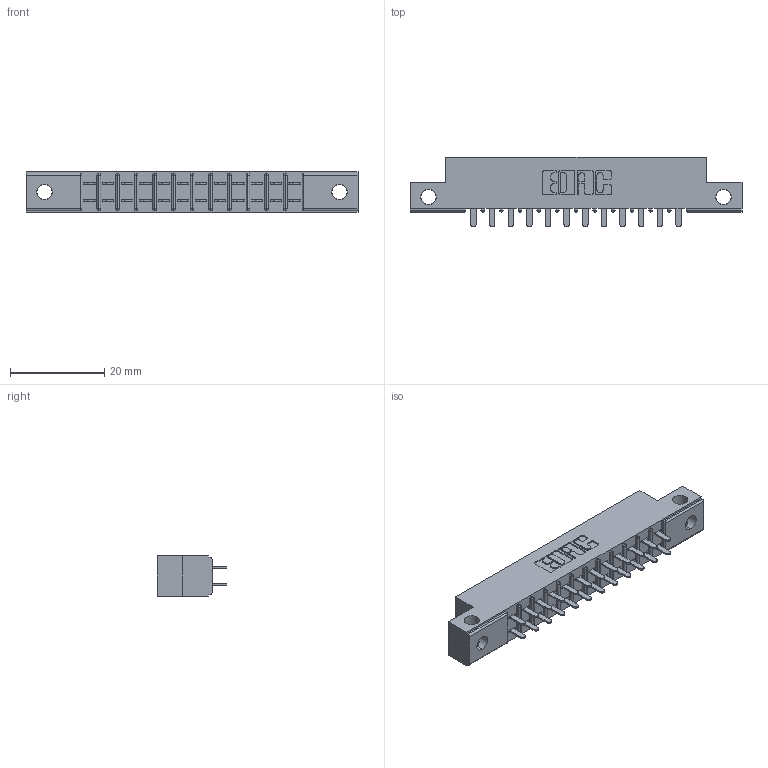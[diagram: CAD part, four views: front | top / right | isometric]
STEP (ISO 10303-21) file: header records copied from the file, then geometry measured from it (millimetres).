
FILE_DESCRIPTION (( 'STEP AP203' ), '1' );
FILE_NAME ('305-024-521-512.STEP', '2020-09-19T20:58:53', ( '' ), ( '' ), 'SwSTEP 2.0', 'SolidWorks 2020', '' );
FILE_SCHEMA (( 'CONFIG_CONTROL_DESIGN' ));
Length unit declared in the file: inch
Products named in the file (3): 305 Part_.128 Dia; 305-290-001_521; 305-024-521-512
Assembly tree (25 placements, depth 2):
  305-024-521-512
    305 Part_.128 Dia
    305-290-001_521  x24
Bounding box: 70.56 x 14.86 x 8.71 mm (x, y, z)
Volume: 4110.1 mm3; surface area: 7457.8 mm2
Topology: 25 solids, 25 shells, 1232 faces, 3508 edges, 2268 vertices
Faces by surface type: plane 716, cylinder 468, sphere 48
Entity records: 16931 total; most frequent: CARTESIAN_POINT 2850, ORIENTED_EDGE 2780, DIRECTION 2720, EDGE_CURVE 1390, VECTOR 1076, LINE 1076, VERTEX_POINT 888, AXIS2_PLACEMENT_3D 822
